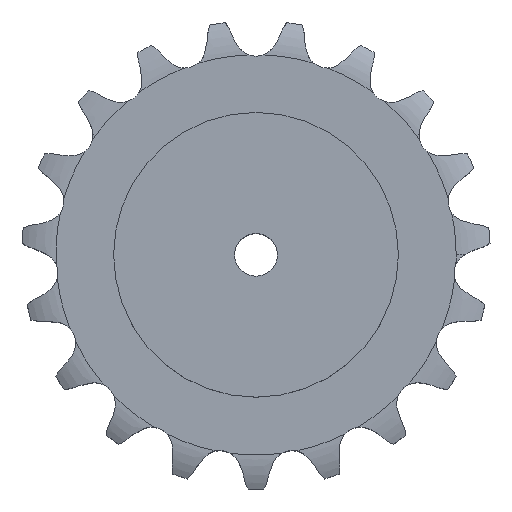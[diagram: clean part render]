
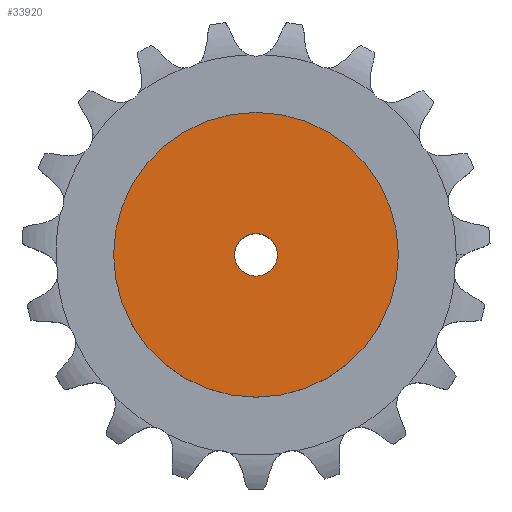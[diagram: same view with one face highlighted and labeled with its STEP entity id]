
A CAD part, top view. The second image highlights one B-rep face of the part: STEP entity #33920.
In plain terms, the highlighted planar face has unit normal (0, 0, 1).
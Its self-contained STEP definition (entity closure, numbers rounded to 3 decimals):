
#18084 = CYLINDRICAL_SURFACE('',#18085,15.);
#18085 = AXIS2_PLACEMENT_3D('',#18086,#18087,#18088);
#18086 = CARTESIAN_POINT('',(0.,0.,523.053));
#18087 = DIRECTION('',(0.,0.,1.));
#18088 = DIRECTION('',(1.,0.,0.));
#22983 = EDGE_CURVE('',#22984,#22984,#22986,.T.);
#22984 = VERTEX_POINT('',#22985);
#22985 = CARTESIAN_POINT('',(15.,0.,120.));
#22986 = SURFACE_CURVE('',#22987,(#22992,#22999),.PCURVE_S1.);
#22987 = CIRCLE('',#22988,15.);
#22988 = AXIS2_PLACEMENT_3D('',#22989,#22990,#22991);
#22989 = CARTESIAN_POINT('',(0.,0.,120.));
#22990 = DIRECTION('',(0.,0.,1.));
#22991 = DIRECTION('',(1.,0.,0.));
#22992 = PCURVE('',#18084,#22993);
#22993 = DEFINITIONAL_REPRESENTATION('',(#22994),#22998);
#22994 = LINE('',#22995,#22996);
#22995 = CARTESIAN_POINT('',(0.,-403.053));
#22996 = VECTOR('',#22997,1.);
#22997 = DIRECTION('',(1.,0.));
#22998 = ( GEOMETRIC_REPRESENTATION_CONTEXT(2) 
PARAMETRIC_REPRESENTATION_CONTEXT() REPRESENTATION_CONTEXT('2D SPACE',''
  ) );
#22999 = PCURVE('',#23000,#23005);
#23000 = PLANE('',#23001);
#23001 = AXIS2_PLACEMENT_3D('',#23002,#23003,#23004);
#23002 = CARTESIAN_POINT('',(0.,0.,120.
    ));
#23003 = DIRECTION('',(0.,0.,1.));
#23004 = DIRECTION('',(1.,0.,0.));
#23005 = DEFINITIONAL_REPRESENTATION('',(#23006),#23010);
#23006 = CIRCLE('',#23007,15.);
#23007 = AXIS2_PLACEMENT_2D('',#23008,#23009);
#23008 = CARTESIAN_POINT('',(0.,0.));
#23009 = DIRECTION('',(1.,0.));
#23010 = ( GEOMETRIC_REPRESENTATION_CONTEXT(2) 
PARAMETRIC_REPRESENTATION_CONTEXT() REPRESENTATION_CONTEXT('2D SPACE',''
  ) );
#33920 = ADVANCED_FACE('',(#33921,#33952),#23000,.T.);
#33921 = FACE_BOUND('',#33922,.T.);
#33922 = EDGE_LOOP('',(#33923));
#33923 = ORIENTED_EDGE('',*,*,#33924,.T.);
#33924 = EDGE_CURVE('',#33925,#33925,#33927,.T.);
#33925 = VERTEX_POINT('',#33926);
#33926 = CARTESIAN_POINT('',(100.,0.,120.));
#33927 = SURFACE_CURVE('',#33928,(#33933,#33940),.PCURVE_S1.);
#33928 = CIRCLE('',#33929,100.);
#33929 = AXIS2_PLACEMENT_3D('',#33930,#33931,#33932);
#33930 = CARTESIAN_POINT('',(0.,0.,120.));
#33931 = DIRECTION('',(0.,0.,1.));
#33932 = DIRECTION('',(1.,0.,0.));
#33933 = PCURVE('',#23000,#33934);
#33934 = DEFINITIONAL_REPRESENTATION('',(#33935),#33939);
#33935 = CIRCLE('',#33936,100.);
#33936 = AXIS2_PLACEMENT_2D('',#33937,#33938);
#33937 = CARTESIAN_POINT('',(0.,0.));
#33938 = DIRECTION('',(1.,0.));
#33939 = ( GEOMETRIC_REPRESENTATION_CONTEXT(2) 
PARAMETRIC_REPRESENTATION_CONTEXT() REPRESENTATION_CONTEXT('2D SPACE',''
  ) );
#33940 = PCURVE('',#33941,#33946);
#33941 = CYLINDRICAL_SURFACE('',#33942,100.);
#33942 = AXIS2_PLACEMENT_3D('',#33943,#33944,#33945);
#33943 = CARTESIAN_POINT('',(0.,0.,0.));
#33944 = DIRECTION('',(-0.,-0.,-1.));
#33945 = DIRECTION('',(1.,0.,0.));
#33946 = DEFINITIONAL_REPRESENTATION('',(#33947),#33951);
#33947 = LINE('',#33948,#33949);
#33948 = CARTESIAN_POINT('',(-0.,-120.));
#33949 = VECTOR('',#33950,1.);
#33950 = DIRECTION('',(-1.,0.));
#33951 = ( GEOMETRIC_REPRESENTATION_CONTEXT(2) 
PARAMETRIC_REPRESENTATION_CONTEXT() REPRESENTATION_CONTEXT('2D SPACE',''
  ) );
#33952 = FACE_BOUND('',#33953,.T.);
#33953 = EDGE_LOOP('',(#33954));
#33954 = ORIENTED_EDGE('',*,*,#22983,.F.);
